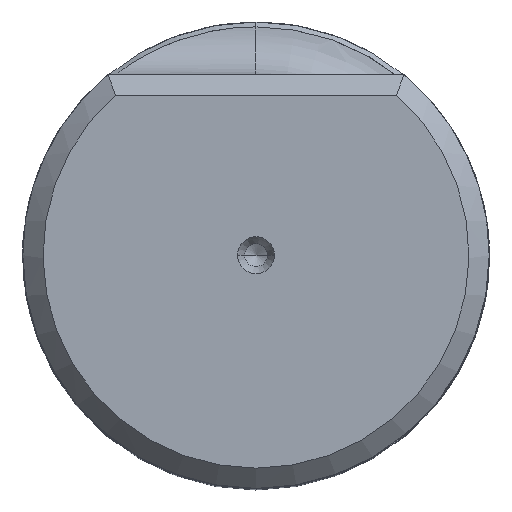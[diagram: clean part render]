
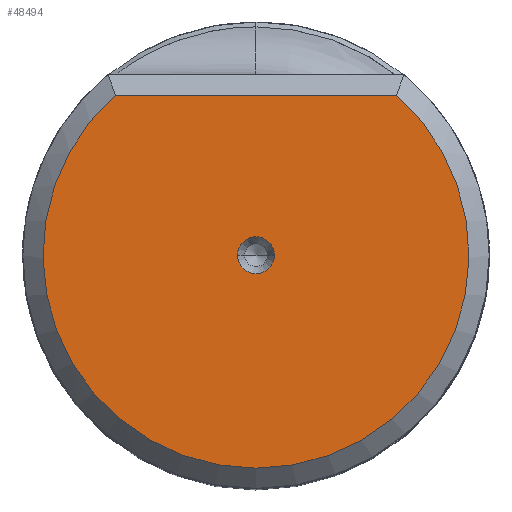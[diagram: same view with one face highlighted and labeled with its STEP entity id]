
A CAD part, top view. The second image highlights one B-rep face of the part: STEP entity #48494.
In plain terms, the highlighted planar face has unit normal (0, 0, 1).
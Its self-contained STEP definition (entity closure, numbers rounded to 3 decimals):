
#17870=CARTESIAN_POINT('',(-15.281,17.41,
0.));
#17880=CARTESIAN_POINT('',(0.,0.,0.));
#17881=DIRECTION('',(0.,0.,1.));
#17882=DIRECTION('',(-0.66,0.752,0.));
#17883=AXIS2_PLACEMENT_3D('',#17880,#17881,#17882);
#17888=CARTESIAN_POINT('',(0.,0.,0.));
#17889=DIRECTION('',(0.,0.,1.));
#17890=DIRECTION('',(0.,-1.,0.));
#17891=AXIS2_PLACEMENT_3D('',#17888,#17889,#17890);
#17896=CARTESIAN_POINT('',(0.,0.,
0.));
#17897=DIRECTION('',(0.,0.,-1.));
#17898=DIRECTION('',(-1.,0.,0.));
#17899=AXIS2_PLACEMENT_3D('',#17896,#17897,#17898);
#17904=CARTESIAN_POINT('',(0.,0.,
0.));
#17905=DIRECTION('',(0.,0.,-1.));
#17906=DIRECTION('',(1.,0.,0.));
#17907=AXIS2_PLACEMENT_3D('',#17904,#17905,#17906);
#17919=DIRECTION('',(1.,0.,0.));
#17920=VECTOR('',#17919,30.562);
#17921=CARTESIAN_POINT('',(-15.281,17.41,
0.));
#17922=LINE('',#17921,#17920);
#36614=VERTEX_POINT('',#17870);
#36615=CARTESIAN_POINT('',(15.281,17.41,
0.));
#36616=VERTEX_POINT('',#36615);
#36617=CARTESIAN_POINT('',(0.,-23.165,
0.));
#36618=VERTEX_POINT('',#36617);
#36637=CARTESIAN_POINT('',(-2.,0.,0.));
#36638=CARTESIAN_POINT('',(2.,0.,0.));
#36639=VERTEX_POINT('',#36637);
#36640=VERTEX_POINT('',#36638);
#48477=CARTESIAN_POINT('',(0.,-2.877,0.));
#48478=DIRECTION('',(0.,0.,1.));
#48479=DIRECTION('',(0.,-1.,0.));
#48480=AXIS2_PLACEMENT_3D('',#48477,#48478,#48479);
#48481=PLANE('',#48480);
#48482=ORIENTED_EDGE('',*,*,#48472,.F.);
#48484=ORIENTED_EDGE('',*,*,#48483,.T.);
#48485=ORIENTED_EDGE('',*,*,#48462,.F.);
#48486=EDGE_LOOP('',(#48482,#48484,#48485));
#48487=FACE_OUTER_BOUND('',#48486,.F.);
#48489=ORIENTED_EDGE('',*,*,#48488,.F.);
#48491=ORIENTED_EDGE('',*,*,#48490,.F.);
#48492=EDGE_LOOP('',(#48489,#48491));
#48493=FACE_BOUND('',#48492,.F.);
#17884=CIRCLE('',#17883,23.165);
#17892=CIRCLE('',#17891,23.165);
#17900=CIRCLE('',#17899,2.);
#17908=CIRCLE('',#17907,2.);
#48462=EDGE_CURVE('',#36618,#36616,#17892,.T.);
#48472=EDGE_CURVE('',#36614,#36618,#17884,.T.);
#48483=EDGE_CURVE('',#36614,#36616,#17922,.T.);
#48488=EDGE_CURVE('',#36639,#36640,#17900,.T.);
#48490=EDGE_CURVE('',#36640,#36639,#17908,.T.);
#48494=ADVANCED_FACE('',(#48487,#48493),#48481,.T.);
